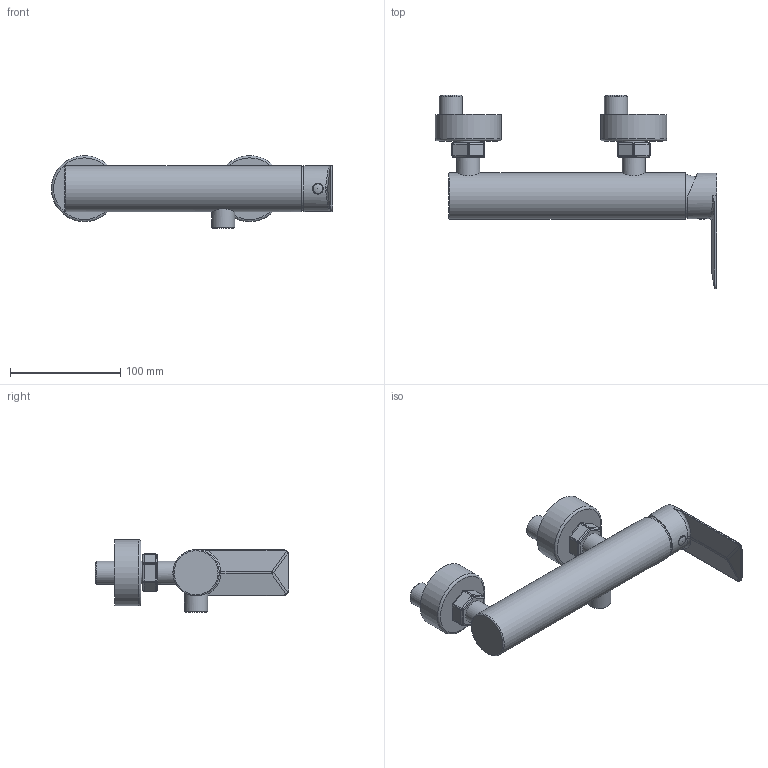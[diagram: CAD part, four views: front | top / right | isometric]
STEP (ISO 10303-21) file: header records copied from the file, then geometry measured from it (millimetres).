
FILE_DESCRIPTION(('HOOPS Exchange Step'),'2;1');
FILE_NAME('temp_export','2024-02-20T10:00:10+01:00',('CiBrutta'),('Shapr3D Limited'),'HOOPS Exchange 2023.2','Shapr3D','Authorized');
FILE_SCHEMA( ('AUTOMOTIVE_DESIGN { 1 0 10303 214 1 1 1 1 }') );
Length unit declared in the file: millimetre
Products named in the file (12): Importato 06; AAYA005C002; Importato 08; SPLMAC0001; AAYA604A001; ARY1000.stp; corpo doccia; Solido1; eddentrici:1; LOG0010.stp; root
Assembly tree (11 placements, depth 5):
  root
    ARY1000.stp
      AAYA604A001
        AAYA005C002
          Importato 06
        SPLMAC0001
          Importato 08
    LOG0010.stp
      corpo doccia
      eddentrici:1
        Solido1
        Solido1
Bounding box: 255.35 x 175.63 x 66 mm (x, y, z)
Volume: 341005.5 mm3; surface area: 79228 mm2
Topology: 3 solids, 9 shells, 277 faces, 649 edges, 391 vertices
Faces by surface type: cylinder 105, plane 66, sphere 54, bspline 27, cone 14, torus 11
Full cylindrical faces by diameter (mm): 4.4 x1, 7.8 x1, 9.8 x1, 17 x1, 21 x9, 38.5 x1, 41.5 x1, 42 x1, 60 x2
Entity records: 11133 total; most frequent: CARTESIAN_POINT 4632, DIRECTION 1395, ORIENTED_EDGE 1278, EDGE_CURVE 645, AXIS2_PLACEMENT_3D 584, VERTEX_POINT 391, CIRCLE 318, EDGE_LOOP 294
